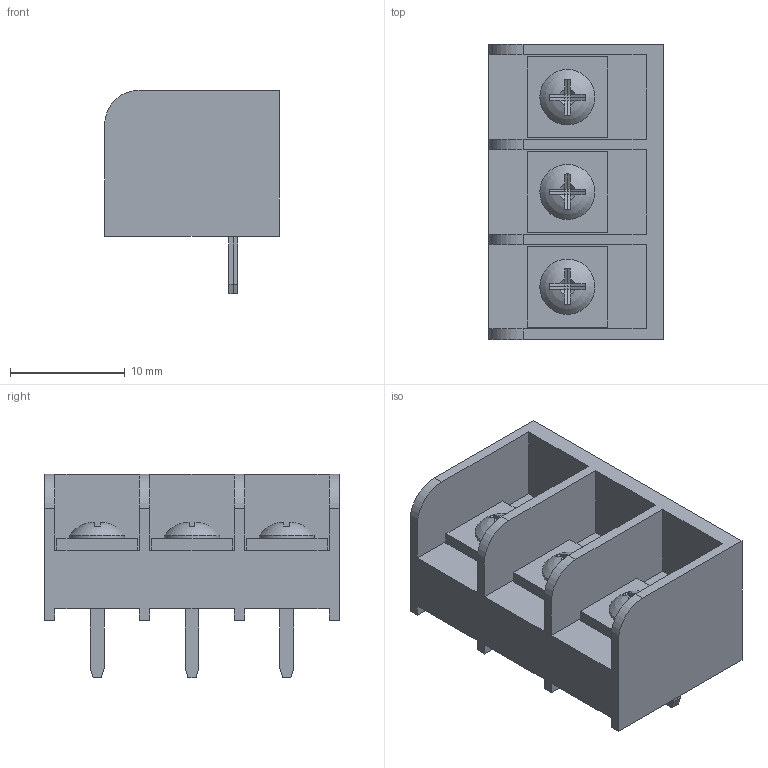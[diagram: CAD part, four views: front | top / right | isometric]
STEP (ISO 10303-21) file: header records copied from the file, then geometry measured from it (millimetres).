
FILE_DESCRIPTION(('FreeCAD Model'),'2;1');
FILE_NAME('Open CASCADE Shape Model','2025-10-01T22:49:52',(''),(''), 'Open CASCADE STEP processor 7.7','FreeCAD','Unknown');
FILE_SCHEMA(('AUTOMOTIVE_DESIGN { 1 0 10303 214 1 1 1 1 }'));
Length unit declared in the file: millimetre
Products named in the file (6): Header; Housing; ScrewArray; Screw; Array001; Pin
Assembly tree (9 placements, depth 3):
  Header
    Housing
    ScrewArray
      Screw  x3
    Array001
      Pin  x3
Bounding box: 15.2 x 25.65 x 17.7 mm (x, y, z)
Volume: 2824.8 mm3; surface area: 2886.8 mm2
Topology: 7 solids, 7 shells, 172 faces, 402 edges, 247 vertices
Faces by surface type: plane 150, cone 12, cylinder 7, sphere 3
Full cylindrical faces by diameter (mm): 4.8 x3
Entity records: 2494 total; most frequent: DIRECTION 417, CARTESIAN_POINT 413, ORIENTED_EDGE 396, EDGE_CURVE 198, LINE 159, VECTOR 159, AXIS2_PLACEMENT_3D 129, VERTEX_POINT 125
